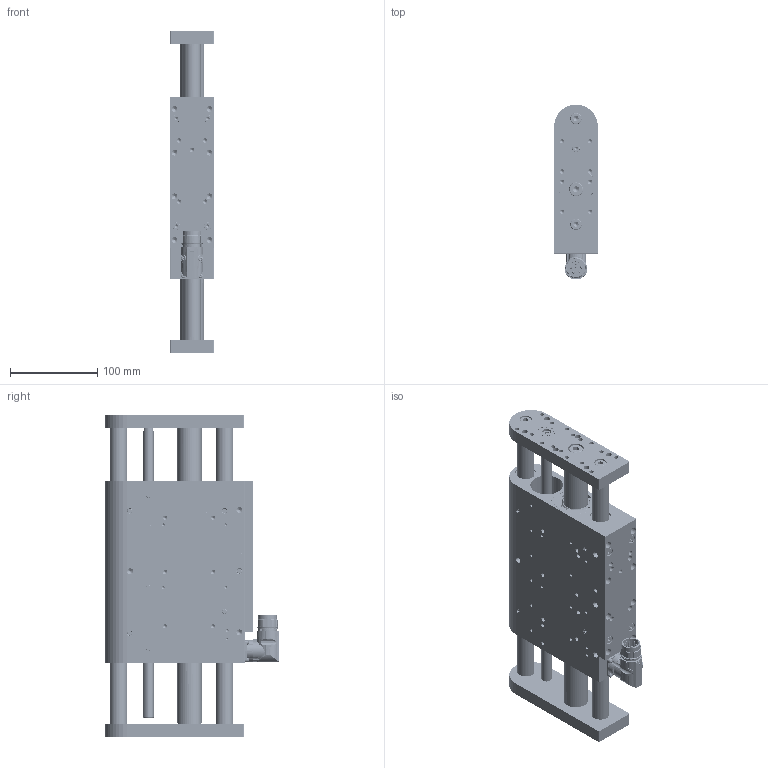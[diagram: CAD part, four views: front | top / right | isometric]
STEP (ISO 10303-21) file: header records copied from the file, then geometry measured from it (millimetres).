
FILE_DESCRIPTION (( 'STEP AP214' ), '1' );
FILE_NAME ('0186-2147_250417_DM03-48x150-HP-C-125_CS10_MSxx_EN02.STEP', '2025-04-17T07:55:01', ( '' ), ( '' ), 'SwSTEP 2.0', 'SolidWorks 2024', '' );
FILE_SCHEMA (( 'AUTOMOTIVE_DESIGN' ));
Length unit declared in the file: millimetre
Products named in the file (38): 0186-2147_250417_DM03-48x150-HP-C-125_CS10_MSxx_EN02; 0186-1536_PL01-28x350!300-HP-SF_PL01-28x350!300-HP-SF; 0150-3081_MC01-Cw!m_GANZ; Gehäuse_89790a~0; MS02-1!D-BiSS; Typenschild_89790f~0_unbedruckt _Standard_; LED_89790c~0; DL03-20x...-SSC_EN02_DL03-20x342-SSC_EN02; Verguss_89790d~0; DM03h-48x150G-HP-C-125_EN02_V2_V1; 0160-0624_Lins.-Schr_I-6rd_M2.5x12_INOX; DL03-48x150-HP-C-125_MSxx_EN02_V2; 0230-0332_Lins.-Schr_I-6rd_M2.5x6_INOX-Tuf1; DSB03k-48x209_EN02_V1; 0186-1860_ML01-12x335!160-xx_160-xx_FE_ML01-12x650!320; DL01h-20x14x...-2xM16_DL01h-20x14x342-2xM16; Kabel_89790b~0; 0180-3182_DM03k-48-H-V2; 0160-1885_PAW01-28-LF_PAW01-28; 0230-1116_Zyl.-Schr._I-6kt_M8x18_8.8_v-b; 0250-0123_MA01-PR01-DH-4.9_MA01-PR01-DH-4.9; 147522_1; 0230-0045_zyl.-schr._i-6kt_M5x16_8.8_v-b; 0230-1198_Gew.-Stift_I-6kt_K-k_M6x6_v-b; 0180-3016_DM03k-48x209-SAP; 0150-5868_MB01-ABS!BiSS-18; 123742; 0230-0973_Gew.-Stift_I-6kt_R-sch_M6x6_INOX; 0230-0192_Zyl.-Schr_I-6kt_n-K_M10x20_8.8_v-b; 0230-0721_Zyl.-Stift_5x16_STAHL-GH; Kabelschelle_89790e~0; 0180-2696_DM01k-48-AGS; 0160-0811_Gew.-Stift_I-6kt_K-k_M6x5_INOX; 0230-0692_Linearkugellager_LBBR 20-LS-LGFP; 0186-0067_MS01-37x155_MS01-R37x155; 0230-0187_zyl.-schr._i-6kt_M5x12_8.8_v-b; 0180-2768_DM03k-48-V; 0180-4129_DM03k-48-KAS
Assembly tree (63 placements, depth 4):
  0186-2147_250417_DM03-48x150-HP-C-125_CS10_MSxx_EN02
    DM03h-48x150G-HP-C-125_EN02_V2_V1
      DSB03k-48x209_EN02_V1
      0180-4129_DM03k-48-KAS
      0230-0692_Linearkugellager_LBBR 20-LS-LGFP  x4
      0150-3081_MC01-Cw!m_GANZ
        123742
        147522_1
      0180-2696_DM01k-48-AGS
      0230-0973_Gew.-Stift_I-6kt_R-sch_M6x6_INOX  x10
      0230-0332_Lins.-Schr_I-6rd_M2.5x6_INOX-Tuf1  x2
      0160-0624_Lins.-Schr_I-6rd_M2.5x12_INOX  x2
      0160-1885_PAW01-28-LF_PAW01-28  x2
      0186-0067_MS01-37x155_MS01-R37x155
      0180-3016_DM03k-48x209-SAP
      0230-0045_zyl.-schr._i-6kt_M5x16_8.8_v-b  x4
      0230-0721_Zyl.-Stift_5x16_STAHL-GH  x2
      MS02-1!D-BiSS
        Gehäuse_89790a~0
        Kabel_89790b~0
        LED_89790c~0
        Verguss_89790d~0
        Kabelschelle_89790e~0
        Typenschild_89790f~0_unbedruckt _Standard_
      0160-0811_Gew.-Stift_I-6kt_K-k_M6x5_INOX  x2
      0230-1198_Gew.-Stift_I-6kt_K-k_M6x6_v-b  x4
    DL03-48x150-HP-C-125_MSxx_EN02_V2
      0186-1536_PL01-28x350!300-HP-SF_PL01-28x350!300-HP-SF
      DL03-20x...-SSC_EN02_DL03-20x342-SSC_EN02
      DL01h-20x14x...-2xM16_DL01h-20x14x342-2xM16
      0180-3182_DM03k-48-H-V2
      0180-2768_DM03k-48-V
      0186-1860_ML01-12x335!160-xx_160-xx_FE_ML01-12x650!320
      0250-0123_MA01-PR01-DH-4.9_MA01-PR01-DH-4.9
      0230-1116_Zyl.-Schr._I-6kt_M8x18_8.8_v-b  x4
      0230-0192_Zyl.-Schr_I-6kt_n-K_M10x20_8.8_v-b
      0230-0187_zyl.-schr._i-6kt_M5x12_8.8_v-b
      0150-5868_MB01-ABS!BiSS-18
Bounding box: 50 x 199.62 x 368 mm (x, y, z)
Volume: 1715575.6 mm3; surface area: 475562.4 mm2
Topology: 64 solids, 64 shells, 4707 faces, 11637 edges, 7210 vertices
Faces by surface type: plane 1706, cylinder 1111, cone 921, bspline 843, torus 112, sphere 14
Full cylindrical faces by diameter (mm): 1 x10, 1.2 x5, 1.5 x5, 1.8 x5, 2 x10, 2.05 x4, 2.4 x2, 2.5 x3, 2.6 x4, 2.7 x4, 2.8 x5, 2.845 x1, 2.9 x4, 2.92 x1, 3 x1, 3.1 x50, 3.3 x6, 3.302 x1, 3.7 x2, 4.2 x8, 4.5 x4, 5 x141, 5.1 x1, 5.2 x2, 5.5 x5, 6 x79, 6.4 x4, 6.6 x6, 6.8 x17, 8 x53
Entity records: 162186 total; most frequent: CARTESIAN_POINT 65790, ORIENTED_EDGE 16204, DIRECTION 12939, EDGE_CURVE 8102, VERTEX_POINT 5476, AXIS2_PLACEMENT_3D 4648, EDGE_LOOP 4516, FACE_OUTER_BOUND 3868
